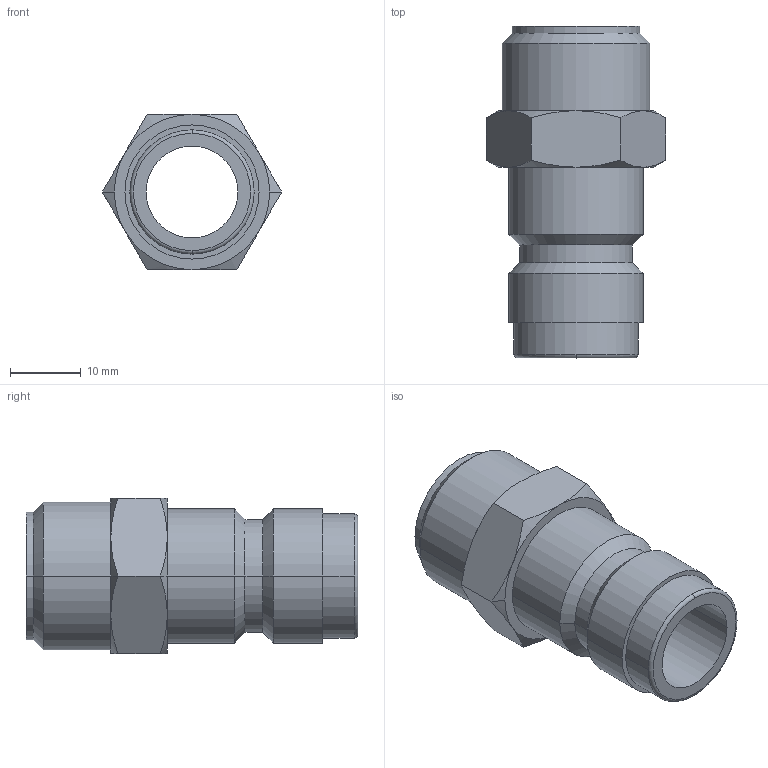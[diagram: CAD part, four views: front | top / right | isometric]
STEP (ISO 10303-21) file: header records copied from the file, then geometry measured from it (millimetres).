
FILE_DESCRIPTION(('STEP AP214'),'1');
FILE_NAME('eshg_12_naab.stp','2020-04-22T06:06:30',('TraceParts'),('TraceParts S.A.'),'Spatial InterOp 3D',' ',' ');
FILE_SCHEMA(('automotive_design'));
Length unit declared in the file: millimetre
Products named in the file (1): 1
Bounding box: 25.4 x 47 x 22 mm (x, y, z)
Volume: 8192.1 mm3; surface area: 5392.9 mm2
Topology: 1 solids, 1 shells, 49 faces, 105 edges, 61 vertices
Faces by surface type: cone 22, cylinder 14, plane 11, torus 2
Entity records: 1750 total; most frequent: CARTESIAN_POINT 312, DIRECTION 232, ORIENTED_EDGE 210, EDGE_CURVE 105, AXIS2_PLACEMENT_3D 101, VERTEX_POINT 61, EDGE_LOOP 54, CIRCLE 51
